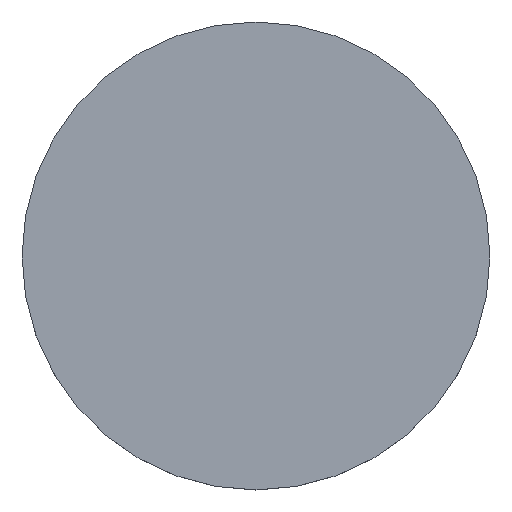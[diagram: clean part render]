
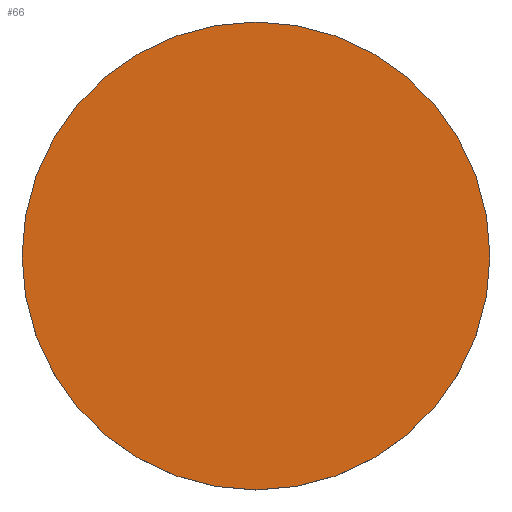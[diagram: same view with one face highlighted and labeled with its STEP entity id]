
A CAD part, top view. The second image highlights one B-rep face of the part: STEP entity #66.
In plain terms, the highlighted planar face has unit normal (0, 0, 1).
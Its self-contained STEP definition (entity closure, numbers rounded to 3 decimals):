
#7 = CARTESIAN_POINT ( 'NONE',  ( 0., 0., 1. ) ) ;
#10 = CIRCLE ( 'NONE', #126, 6.35 ) ;
#15 = ORIENTED_EDGE ( 'NONE', *, *, #16, .T. ) ;
#16 = EDGE_CURVE ( 'NONE', #130, #115, #10, .T. ) ;
#21 = DIRECTION ( 'NONE',  ( 0., 0., 1. ) ) ;
#27 = AXIS2_PLACEMENT_3D ( 'NONE', #7, #21, #171 ) ;
#33 = CIRCLE ( 'NONE', #27, 6.35 ) ;
#42 = DIRECTION ( 'NONE',  ( 0., 0., 1. ) ) ;
#43 = EDGE_CURVE ( 'NONE', #115, #130, #33, .T. ) ;
#44 = CARTESIAN_POINT ( 'NONE',  ( -6.35, 0., 1. ) ) ;
#53 = ORIENTED_EDGE ( 'NONE', *, *, #43, .T. ) ;
#66 = ADVANCED_FACE ( 'NONE', ( #155 ), #154, .T. ) ;
#71 = EDGE_LOOP ( 'NONE', ( #53, #15 ) ) ;
#98 = CARTESIAN_POINT ( 'NONE',  ( 0., 0., 1. ) ) ;
#110 = AXIS2_PLACEMENT_3D ( 'NONE', #129, #143, #173 ) ;
#115 = VERTEX_POINT ( 'NONE', #44 ) ;
#126 = AXIS2_PLACEMENT_3D ( 'NONE', #98, #42, #169 ) ;
#128 = CARTESIAN_POINT ( 'NONE',  ( 6.35, 0., 1. ) ) ;
#129 = CARTESIAN_POINT ( 'NONE',  ( 0., 0., 1. ) ) ;
#130 = VERTEX_POINT ( 'NONE', #128 ) ;
#143 = DIRECTION ( 'NONE',  ( 0., 0., 1. ) ) ;
#154 = PLANE ( 'NONE',  #110 ) ;
#155 = FACE_OUTER_BOUND ( 'NONE', #71, .T. ) ;
#169 = DIRECTION ( 'NONE',  ( 1., 0., 0. ) ) ;
#171 = DIRECTION ( 'NONE',  ( 1., 0., 0. ) ) ;
#173 = DIRECTION ( 'NONE',  ( 1., 0., 0. ) ) ;
